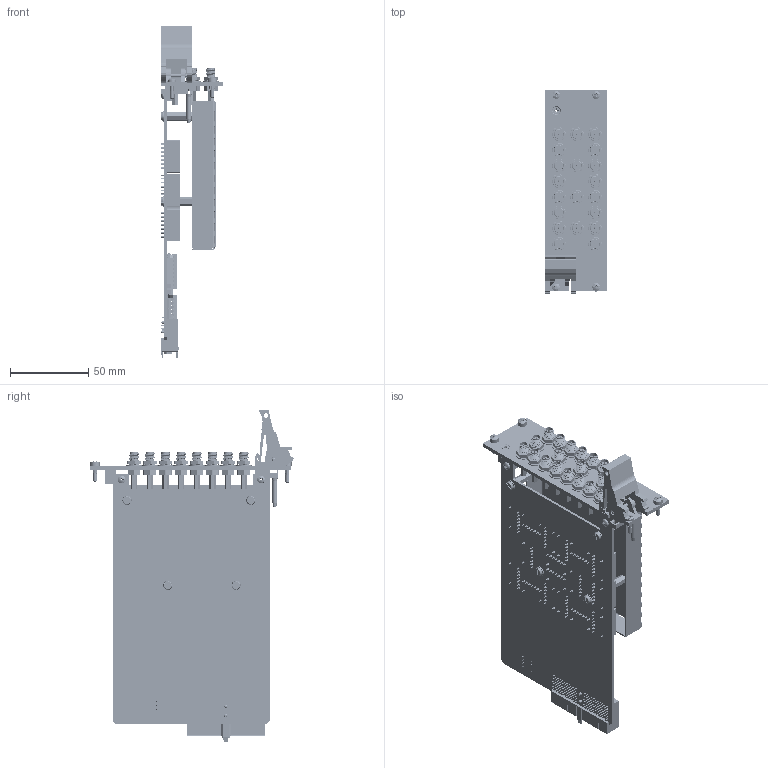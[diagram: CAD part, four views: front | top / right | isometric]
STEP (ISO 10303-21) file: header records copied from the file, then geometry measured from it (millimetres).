
FILE_DESCRIPTION (( 'STEP AP214' ), '1' );
FILE_NAME ('40-749-521 QUAD 4CH RF MUX 50 Ohm SMA.STEP', '2013-09-05T15:23:10', ( 'admin' ), ( '' ), 'SwSTEP 2.0', 'SolidWorks 2012', '' );
FILE_SCHEMA (( 'AUTOMOTIVE_DESIGN' ));
Length unit declared in the file: millimetre
Products named in the file (1): 40-749-521 QUAD 4CH RF MUX 50 Ohm SMA
Bounding box: 40 x 129.87 x 211.99 mm (x, y, z)
Surface area: 118579.7 mm2 (no closed solid volume)
Topology: 0 solids, 668 shells, 4791 faces, 18076 edges, 13578 vertices
Faces by surface type: plane 2926, cylinder 1015, bspline 623, cone 170, torus 38, sphere 19
Full cylindrical faces by diameter (mm): 0.6 x110, 0.7 x153, 0.8 x20, 1 x28, 1.245 x41, 1.372 x30, 1.397 x11, 1.429 x1, 1.448 x1, 1.496 x1, 1.501 x1, 1.524 x2, 1.564 x1, 1.583 x1, 1.651 x64, 2 x7, 2.05 x2, 2.497 x1, 2.5 x5, 2.6 x1, 2.8 x1, 3 x3, 4.55 x20, 4.7 x5, 5 x6, 5.3 x23, 5.9 x3, 5.991 x1, 6 x3, 6.8 x4
Entity records: 670480 total; most frequent: CARTESIAN_POINT 481871, DIRECTION 24917, ORIENTED_EDGE 24384, EDGE_CURVE 17124, VERTEX_POINT 13282, VECTOR 10229, LINE 10229, AXIS2_PLACEMENT_3D 7344
